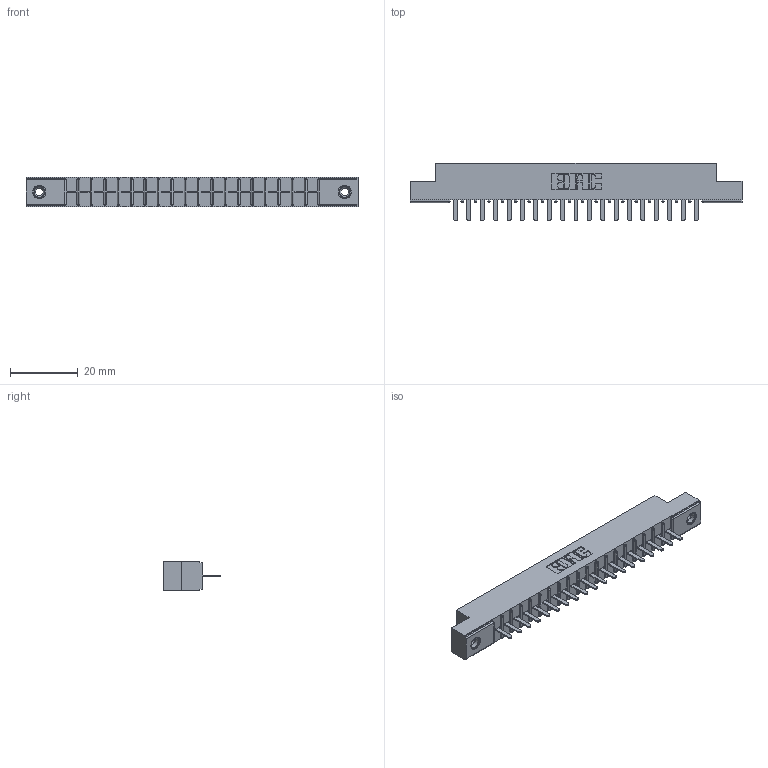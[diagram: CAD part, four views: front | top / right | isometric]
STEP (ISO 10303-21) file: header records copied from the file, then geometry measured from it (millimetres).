
FILE_DESCRIPTION (( 'STEP AP203' ), '1' );
FILE_NAME ('306-019-420-108.STEP', '2020-09-21T20:00:16', ( '' ), ( '' ), 'SwSTEP 2.0', 'SolidWorks 2020', '' );
FILE_SCHEMA (( 'CONFIG_CONTROL_DESIGN' ));
Length unit declared in the file: inch
Products named in the file (4): 306-290-001_120; 306-019-420-108; 306 Part_.156 Dia; 345-250-001_345-250-003-102
Assembly tree (22 placements, depth 2):
  306-019-420-108
    306 Part_.156 Dia
    306-290-001_120  x19
    345-250-001_345-250-003-102  x2
Bounding box: 98.3 x 17.12 x 8.71 mm (x, y, z)
Volume: 6701.8 mm3; surface area: 9850.4 mm2
Topology: 22 solids, 22 shells, 1506 faces, 4195 edges, 2686 vertices
Faces by surface type: plane 993, cylinder 421, sphere 76, cone 12, torus 4
Entity records: 21839 total; most frequent: CARTESIAN_POINT 3643, DIRECTION 3603, ORIENTED_EDGE 3602, EDGE_CURVE 1801, VECTOR 1395, LINE 1395, VERTEX_POINT 1144, AXIS2_PLACEMENT_3D 1104
